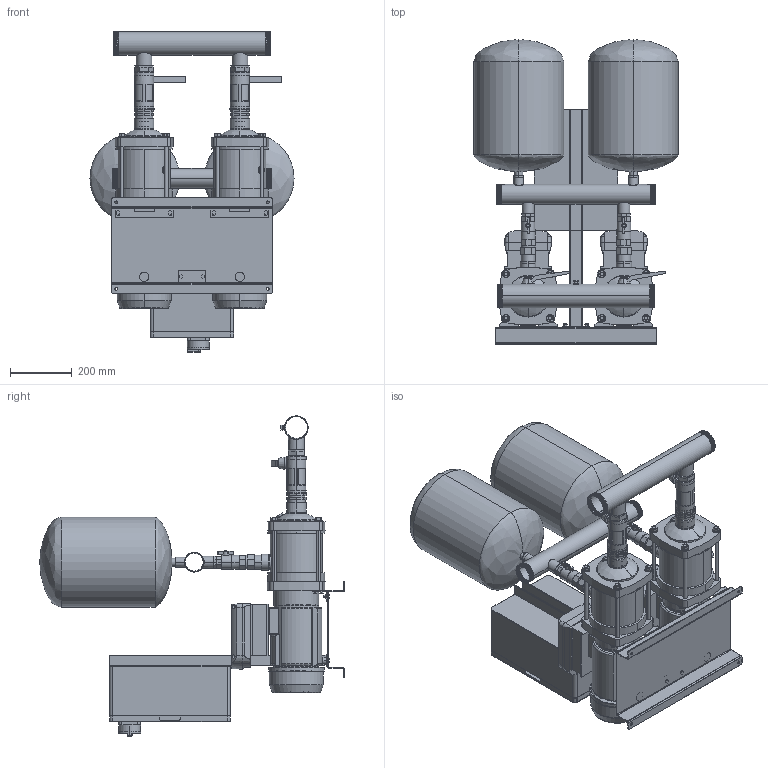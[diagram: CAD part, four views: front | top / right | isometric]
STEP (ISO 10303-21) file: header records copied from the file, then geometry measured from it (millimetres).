
FILE_DESCRIPTION (( 'STEP AP214' ), '1' );
FILE_NAME ('2EH 15-4 TE_ZB00064925.STEP', '2022-07-17T14:35:03', ( '' ), ( '' ), 'SwSTEP 2.0', 'SolidWorks 2020', '' );
FILE_SCHEMA (( 'AUTOMOTIVE_DESIGN' ));
Length unit declared in the file: millimetre
Products named in the file (1): 2EH 15-4 TE_ZB00064925
Bounding box: 660 x 985 x 1036 mm (x, y, z)
Volume: 84809499.3 mm3; surface area: 5192067.5 mm2
Topology: 78 solids, 79 shells, 1836 faces, 4400 edges, 2843 vertices
Faces by surface type: plane 894, cylinder 733, cone 118, torus 43, bspline 38, sphere 10
Entity records: 92034 total; most frequent: CARTESIAN_POINT 28371, DIRECTION 8800, ORIENTED_EDGE 8788, EDGE_CURVE 4394, AXIS2_PLACEMENT_3D 3209, VERTEX_POINT 2843, LINE 2382, VECTOR 2382
